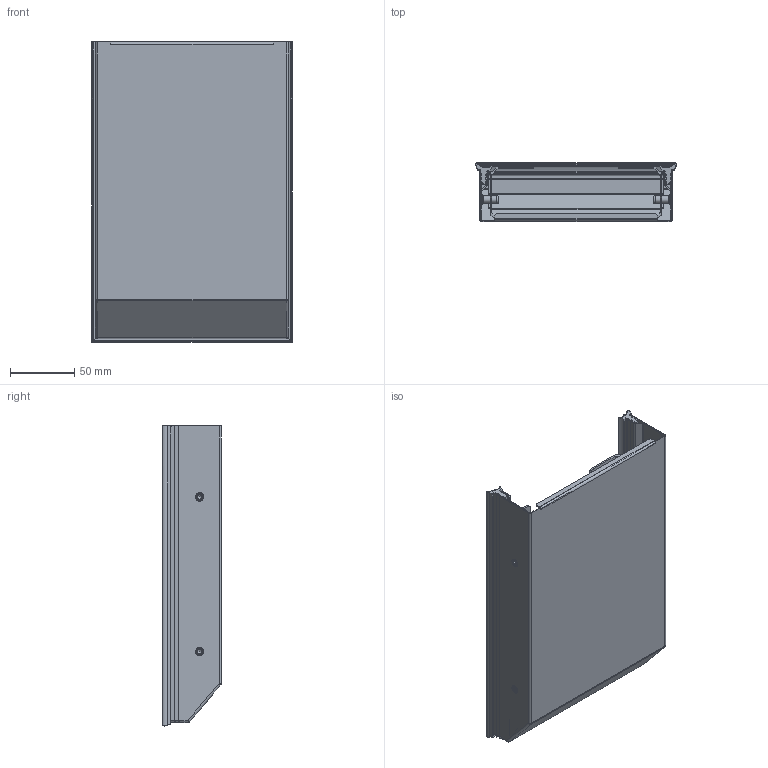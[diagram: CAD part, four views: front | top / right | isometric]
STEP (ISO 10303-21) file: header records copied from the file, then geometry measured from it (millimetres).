
FILE_DESCRIPTION (( 'STEP AP214' ), '1' );
FILE_NAME ('fc4000_000.STEP', '2022-08-17T17:34:06', ( '' ), ( '' ), 'SwSTEP 2.0', 'SolidWorks 2021', '' );
FILE_SCHEMA (( 'AUTOMOTIVE_DESIGN' ));
Length unit declared in the file: inch
Products named in the file (1): fc4000_000
Bounding box: 155.4 x 45.56 x 232.7 mm (x, y, z)
Volume: 127946.3 mm3; surface area: 228192.5 mm2
Topology: 11 solids, 11 shells, 443 faces, 1140 edges, 725 vertices
Faces by surface type: cylinder 206, plane 199, cone 20, bspline 10, sphere 8
Full cylindrical faces by diameter (mm): 3.4 x8, 5 x4, 5.5 x4, 6 x16
Entity records: 19485 total; most frequent: CARTESIAN_POINT 3204, DIRECTION 2122, ORIENTED_EDGE 2108, EDGE_CURVE 1054, AXIS2_PLACEMENT_3D 750, VERTEX_POINT 705, LINE 622, VECTOR 622
